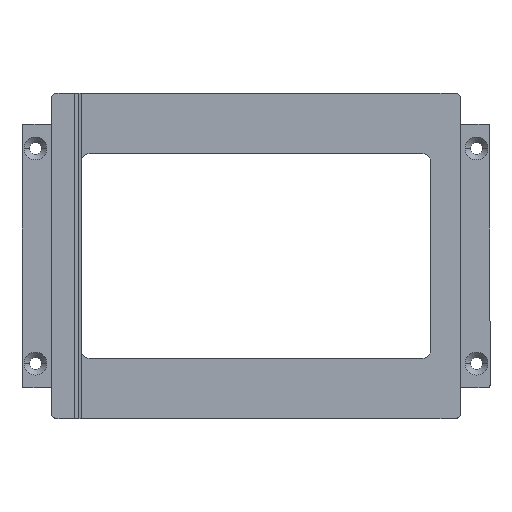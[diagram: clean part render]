
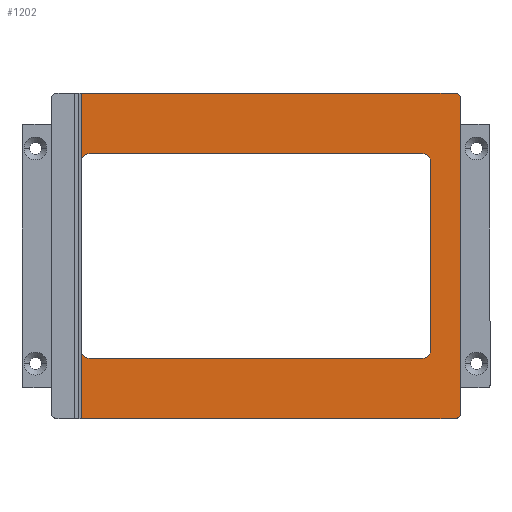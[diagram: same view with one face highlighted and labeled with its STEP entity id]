
A CAD part, top view. The second image highlights one B-rep face of the part: STEP entity #1202.
In plain terms, the highlighted planar face has unit normal (0, 0, 1).
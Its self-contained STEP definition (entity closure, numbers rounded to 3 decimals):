
#18 = ORIENTED_EDGE ( 'NONE', *, *, #1403, .T. ) ;
#28 = CARTESIAN_POINT ( 'NONE',  ( -76., 60.5, 12. ) ) ;
#46 = CARTESIAN_POINT ( 'NONE',  ( -65., 35., 12. ) ) ;
#61 = LINE ( 'NONE', #211, #251 ) ;
#69 = ORIENTED_EDGE ( 'NONE', *, *, #318, .F. ) ;
#76 = CARTESIAN_POINT ( 'NONE',  ( -62., -38., 12. ) ) ;
#81 = ORIENTED_EDGE ( 'NONE', *, *, #1730, .T. ) ;
#92 = VERTEX_POINT ( 'NONE', #590 ) ;
#105 = CIRCLE ( 'NONE', #632, 3. ) ;
#121 = DIRECTION ( 'NONE',  ( 0., 1., 0. ) ) ;
#123 = DIRECTION ( 'NONE',  ( -1., 0., 0. ) ) ;
#138 = AXIS2_PLACEMENT_3D ( 'NONE', #1977, #1638, #1047 ) ;
#139 = ORIENTED_EDGE ( 'NONE', *, *, #224, .T. ) ;
#143 = CARTESIAN_POINT ( 'NONE',  ( -65., 38., 12. ) ) ;
#162 = ORIENTED_EDGE ( 'NONE', *, *, #458, .F. ) ;
#211 = CARTESIAN_POINT ( 'NONE',  ( -65., 60.5, 12. ) ) ;
#216 = CARTESIAN_POINT ( 'NONE',  ( -65., -60.5, 12. ) ) ;
#221 = CARTESIAN_POINT ( 'NONE',  ( 76., -58.5, 12. ) ) ;
#224 = EDGE_CURVE ( 'NONE', #672, #376, #757, .T. ) ;
#245 = CARTESIAN_POINT ( 'NONE',  ( 62., 38., 12. ) ) ;
#251 = VECTOR ( 'NONE', #1444, 1000. ) ;
#263 = AXIS2_PLACEMENT_3D ( 'NONE', #1951, #1023, #1976 ) ;
#296 = CIRCLE ( 'NONE', #1437, 3. ) ;
#318 = EDGE_CURVE ( 'NONE', #1496, #597, #460, .T. ) ;
#339 = EDGE_CURVE ( 'NONE', #376, #1407, #1092, .T. ) ;
#346 = DIRECTION ( 'NONE',  ( -1., 0., 0. ) ) ;
#376 = VERTEX_POINT ( 'NONE', #1259 ) ;
#439 = DIRECTION ( 'NONE',  ( -1., 0., 0. ) ) ;
#458 = EDGE_CURVE ( 'NONE', #478, #1110, #1137, .T. ) ;
#460 = LINE ( 'NONE', #143, #1159 ) ;
#469 = DIRECTION ( 'NONE',  ( -1., 0., 0. ) ) ;
#478 = VERTEX_POINT ( 'NONE', #216 ) ;
#493 = LINE ( 'NONE', #644, #524 ) ;
#498 = VERTEX_POINT ( 'NONE', #1450 ) ;
#520 = CARTESIAN_POINT ( 'NONE',  ( 65., -35., 12. ) ) ;
#524 = VECTOR ( 'NONE', #1864, 1000. ) ;
#525 = EDGE_CURVE ( 'NONE', #1604, #1969, #895, .T. ) ;
#534 = CARTESIAN_POINT ( 'NONE',  ( -62., 38., 12. ) ) ;
#542 = VERTEX_POINT ( 'NONE', #76 ) ;
#543 = ORIENTED_EDGE ( 'NONE', *, *, #339, .T. ) ;
#579 = DIRECTION ( 'NONE',  ( 0., 0., -1. ) ) ;
#590 = CARTESIAN_POINT ( 'NONE',  ( 65., 35., 12. ) ) ;
#597 = VERTEX_POINT ( 'NONE', #534 ) ;
#604 = DIRECTION ( 'NONE',  ( -1., 0., 0. ) ) ;
#610 = CARTESIAN_POINT ( 'NONE',  ( 0., 0., 12. ) ) ;
#630 = FACE_OUTER_BOUND ( 'NONE', #1699, .T. ) ;
#632 = AXIS2_PLACEMENT_3D ( 'NONE', #938, #759, #439 ) ;
#644 = CARTESIAN_POINT ( 'NONE',  ( -65., -38., 12. ) ) ;
#662 = CIRCLE ( 'NONE', #1978, 3. ) ;
#672 = VERTEX_POINT ( 'NONE', #1198 ) ;
#744 = AXIS2_PLACEMENT_3D ( 'NONE', #610, #1224, #1710 ) ;
#754 = CARTESIAN_POINT ( 'NONE',  ( -62., -35., 12. ) ) ;
#757 = CIRCLE ( 'NONE', #138, 2. ) ;
#759 = DIRECTION ( 'NONE',  ( 0., 0., -1. ) ) ;
#764 = DIRECTION ( 'NONE',  ( -1., 0., 0. ) ) ;
#770 = ORIENTED_EDGE ( 'NONE', *, *, #1408, .T. ) ;
#780 = EDGE_CURVE ( 'NONE', #957, #597, #105, .T. ) ;
#801 = ORIENTED_EDGE ( 'NONE', *, *, #1522, .T. ) ;
#827 = CARTESIAN_POINT ( 'NONE',  ( 76., -60.5, 12. ) ) ;
#832 = VECTOR ( 'NONE', #1609, 1000. ) ;
#845 = VECTOR ( 'NONE', #1295, 1000. ) ;
#884 = DIRECTION ( 'NONE',  ( 0., 0., -1. ) ) ;
#895 = CIRCLE ( 'NONE', #1280, 2. ) ;
#899 = CARTESIAN_POINT ( 'NONE',  ( -65., -35., 12. ) ) ;
#938 = CARTESIAN_POINT ( 'NONE',  ( -62., 35., 12. ) ) ;
#952 = ORIENTED_EDGE ( 'NONE', *, *, #780, .T. ) ;
#957 = VERTEX_POINT ( 'NONE', #46 ) ;
#958 = EDGE_CURVE ( 'NONE', #957, #1407, #61, .T. ) ;
#1004 = CIRCLE ( 'NONE', #263, 3. ) ;
#1023 = DIRECTION ( 'NONE',  ( 0., 0., -1. ) ) ;
#1028 = ORIENTED_EDGE ( 'NONE', *, *, #1636, .F. ) ;
#1035 = LINE ( 'NONE', #1492, #1651 ) ;
#1047 = DIRECTION ( 'NONE',  ( -1., 0., 0. ) ) ;
#1092 = LINE ( 'NONE', #28, #1924 ) ;
#1110 = VERTEX_POINT ( 'NONE', #899 ) ;
#1111 = VECTOR ( 'NONE', #1872, 1000. ) ;
#1118 = CARTESIAN_POINT ( 'NONE',  ( 74., -58.5, 12. ) ) ;
#1137 = LINE ( 'NONE', #1291, #832 ) ;
#1159 = VECTOR ( 'NONE', #469, 1000. ) ;
#1198 = CARTESIAN_POINT ( 'NONE',  ( 76., 58.5, 12. ) ) ;
#1202 = ADVANCED_FACE ( 'NONE', ( #630 ), #1862, .F. ) ;
#1224 = DIRECTION ( 'NONE',  ( 0., 0., -1. ) ) ;
#1259 = CARTESIAN_POINT ( 'NONE',  ( 74., 60.5, 12. ) ) ;
#1262 = ORIENTED_EDGE ( 'NONE', *, *, #1682, .T. ) ;
#1280 = AXIS2_PLACEMENT_3D ( 'NONE', #1118, #1725, #346 ) ;
#1291 = CARTESIAN_POINT ( 'NONE',  ( -65., 60.5, 12. ) ) ;
#1295 = DIRECTION ( 'NONE',  ( 0., 1., 0. ) ) ;
#1303 = CARTESIAN_POINT ( 'NONE',  ( -76., -60.5, 12. ) ) ;
#1403 = EDGE_CURVE ( 'NONE', #1969, #672, #1601, .T. ) ;
#1407 = VERTEX_POINT ( 'NONE', #1594 ) ;
#1408 = EDGE_CURVE ( 'NONE', #478, #1604, #1903, .T. ) ;
#1413 = VERTEX_POINT ( 'NONE', #520 ) ;
#1437 = AXIS2_PLACEMENT_3D ( 'NONE', #1836, #884, #123 ) ;
#1444 = DIRECTION ( 'NONE',  ( 0., 1., 0. ) ) ;
#1450 = CARTESIAN_POINT ( 'NONE',  ( 62., -38., 12. ) ) ;
#1451 = ORIENTED_EDGE ( 'NONE', *, *, #958, .F. ) ;
#1492 = CARTESIAN_POINT ( 'NONE',  ( 65., -38., 12. ) ) ;
#1496 = VERTEX_POINT ( 'NONE', #245 ) ;
#1522 = EDGE_CURVE ( 'NONE', #1496, #92, #296, .T. ) ;
#1552 = ORIENTED_EDGE ( 'NONE', *, *, #525, .T. ) ;
#1594 = CARTESIAN_POINT ( 'NONE',  ( -65., 60.5, 12. ) ) ;
#1601 = LINE ( 'NONE', #827, #845 ) ;
#1604 = VERTEX_POINT ( 'NONE', #1705 ) ;
#1609 = DIRECTION ( 'NONE',  ( 0., 1., 0. ) ) ;
#1636 = EDGE_CURVE ( 'NONE', #1413, #92, #1035, .T. ) ;
#1638 = DIRECTION ( 'NONE',  ( 0., 0., 1. ) ) ;
#1651 = VECTOR ( 'NONE', #121, 1000. ) ;
#1682 = EDGE_CURVE ( 'NONE', #1413, #498, #1004, .T. ) ;
#1699 = EDGE_LOOP ( 'NONE', ( #770, #1552, #18, #139, #543, #1451, #952, #69, #801, #1028, #1262, #1714, #81, #162 ) ) ;
#1705 = CARTESIAN_POINT ( 'NONE',  ( 74., -60.5, 12. ) ) ;
#1710 = DIRECTION ( 'NONE',  ( -1., 0., 0. ) ) ;
#1714 = ORIENTED_EDGE ( 'NONE', *, *, #1806, .F. ) ;
#1725 = DIRECTION ( 'NONE',  ( 0., 0., 1. ) ) ;
#1730 = EDGE_CURVE ( 'NONE', #542, #1110, #662, .T. ) ;
#1806 = EDGE_CURVE ( 'NONE', #542, #498, #493, .T. ) ;
#1836 = CARTESIAN_POINT ( 'NONE',  ( 62., 35., 12. ) ) ;
#1862 = PLANE ( 'NONE',  #744 ) ;
#1864 = DIRECTION ( 'NONE',  ( 1., 0., 0. ) ) ;
#1872 = DIRECTION ( 'NONE',  ( 1., 0., 0. ) ) ;
#1903 = LINE ( 'NONE', #1303, #1111 ) ;
#1924 = VECTOR ( 'NONE', #604, 1000. ) ;
#1951 = CARTESIAN_POINT ( 'NONE',  ( 62., -35., 12. ) ) ;
#1969 = VERTEX_POINT ( 'NONE', #221 ) ;
#1976 = DIRECTION ( 'NONE',  ( -1., 0., 0. ) ) ;
#1977 = CARTESIAN_POINT ( 'NONE',  ( 74., 58.5, 12. ) ) ;
#1978 = AXIS2_PLACEMENT_3D ( 'NONE', #754, #579, #764 ) ;
